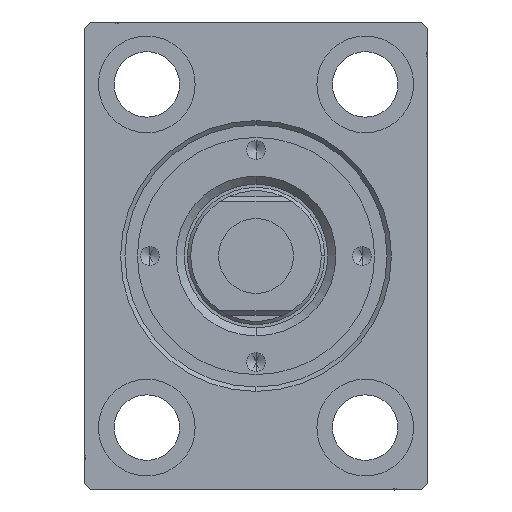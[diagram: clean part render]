
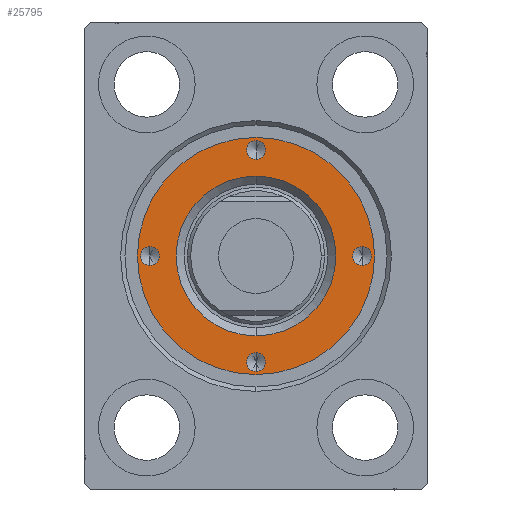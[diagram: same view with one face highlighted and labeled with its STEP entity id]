
A CAD part, left-side view. The second image highlights one B-rep face of the part: STEP entity #25795.
In plain terms, the highlighted face is planar.
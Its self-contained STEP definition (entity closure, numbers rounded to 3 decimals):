
#36 = CIRCLE ( 'NONE', #27100, 1.5 ) ;
#56 = CARTESIAN_POINT ( 'NONE',  ( 0., 0., 11.8 ) ) ;
#418 = AXIS2_PLACEMENT_3D ( 'NONE', #56, #10947, #37973 ) ;
#500 = DIRECTION ( 'NONE',  ( 0., 0., 1. ) ) ;
#1648 = DIRECTION ( 'NONE',  ( 1., 0., 0. ) ) ;
#2501 = DIRECTION ( 'NONE',  ( 1., 0., 0. ) ) ;
#2979 = CARTESIAN_POINT ( 'NONE',  ( 19., 0., 11.8 ) ) ;
#3399 = ORIENTED_EDGE ( 'NONE', *, *, #14002, .T. ) ;
#3532 = AXIS2_PLACEMENT_3D ( 'NONE', #8978, #6291, #2501 ) ;
#3631 = VERTEX_POINT ( 'NONE', #16797 ) ;
#3765 = EDGE_LOOP ( 'NONE', ( #3399, #20318 ) ) ;
#3882 = DIRECTION ( 'NONE',  ( 0., 0., 1. ) ) ;
#4478 = DIRECTION ( 'NONE',  ( 1., 0., 0. ) ) ;
#4710 = VERTEX_POINT ( 'NONE', #26936 ) ;
#4723 = CIRCLE ( 'NONE', #42503, 1.5 ) ;
#4880 = ORIENTED_EDGE ( 'NONE', *, *, #41154, .F. ) ;
#5182 = AXIS2_PLACEMENT_3D ( 'NONE', #39616, #22650, #18212 ) ;
#5657 = AXIS2_PLACEMENT_3D ( 'NONE', #35068, #500, #4478 ) ;
#5869 = CARTESIAN_POINT ( 'NONE',  ( 0., 0., 11.8 ) ) ;
#6291 = DIRECTION ( 'NONE',  ( 0., 0., 1. ) ) ;
#6662 = CIRCLE ( 'NONE', #30924, 1.5 ) ;
#6959 = FACE_BOUND ( 'NONE', #17172, .T. ) ;
#6998 = CARTESIAN_POINT ( 'NONE',  ( 17., 0., 11.8 ) ) ;
#7024 = CIRCLE ( 'NONE', #31964, 1.5 ) ;
#7245 = CARTESIAN_POINT ( 'NONE',  ( 0., -17., 11.8 ) ) ;
#7643 = DIRECTION ( 'NONE',  ( 1., 0., 0. ) ) ;
#8366 = VERTEX_POINT ( 'NONE', #38721 ) ;
#8375 = EDGE_CURVE ( 'NONE', #37596, #8366, #16821, .T. ) ;
#8978 = CARTESIAN_POINT ( 'NONE',  ( -17., 0., 11.8 ) ) ;
#9704 = AXIS2_PLACEMENT_3D ( 'NONE', #5869, #25969, #42274 ) ;
#10368 = DIRECTION ( 'NONE',  ( 0., 0., 1. ) ) ;
#10711 = CARTESIAN_POINT ( 'NONE',  ( -1.5, 17., 11.8 ) ) ;
#10763 = DIRECTION ( 'NONE',  ( 0., 0., 1. ) ) ;
#10947 = DIRECTION ( 'NONE',  ( 0., 0., 1. ) ) ;
#11862 = CARTESIAN_POINT ( 'NONE',  ( 0., -17., 11.8 ) ) ;
#12855 = EDGE_CURVE ( 'NONE', #18852, #32206, #4723, .T. ) ;
#12980 = ORIENTED_EDGE ( 'NONE', *, *, #18226, .F. ) ;
#13425 = ORIENTED_EDGE ( 'NONE', *, *, #23854, .F. ) ;
#14002 = EDGE_CURVE ( 'NONE', #26721, #19895, #36745, .T. ) ;
#14533 = FACE_OUTER_BOUND ( 'NONE', #3765, .T. ) ;
#14573 = EDGE_LOOP ( 'NONE', ( #33881, #12980 ) ) ;
#15231 = CARTESIAN_POINT ( 'NONE',  ( 1.5, 17., 11.8 ) ) ;
#15261 = CARTESIAN_POINT ( 'NONE',  ( -17., 0., 11.8 ) ) ;
#15322 = CARTESIAN_POINT ( 'NONE',  ( 1.5, -17., 11.8 ) ) ;
#15390 = CARTESIAN_POINT ( 'NONE',  ( 18.5, 0., 11.8 ) ) ;
#15644 = DIRECTION ( 'NONE',  ( 0., 0., 1. ) ) ;
#16093 = ORIENTED_EDGE ( 'NONE', *, *, #26847, .F. ) ;
#16362 = AXIS2_PLACEMENT_3D ( 'NONE', #28179, #34220, #7643 ) ;
#16626 = ORIENTED_EDGE ( 'NONE', *, *, #8375, .T. ) ;
#16797 = CARTESIAN_POINT ( 'NONE',  ( -15.5, 0., 11.8 ) ) ;
#16821 = CIRCLE ( 'NONE', #9704, 12.8 ) ;
#17172 = EDGE_LOOP ( 'NONE', ( #29292, #16626 ) ) ;
#17387 = EDGE_LOOP ( 'NONE', ( #34735, #39745 ) ) ;
#18212 = DIRECTION ( 'NONE',  ( 1., 0., 0. ) ) ;
#18226 = EDGE_CURVE ( 'NONE', #24138, #38538, #19722, .T. ) ;
#18852 = VERTEX_POINT ( 'NONE', #22874 ) ;
#19722 = CIRCLE ( 'NONE', #43944, 1.5 ) ;
#19771 = EDGE_LOOP ( 'NONE', ( #16093, #4880 ) ) ;
#19895 = VERTEX_POINT ( 'NONE', #2979 ) ;
#20318 = ORIENTED_EDGE ( 'NONE', *, *, #40010, .T. ) ;
#20641 = EDGE_LOOP ( 'NONE', ( #13425, #35515 ) ) ;
#21015 = FACE_BOUND ( 'NONE', #14573, .T. ) ;
#22304 = CARTESIAN_POINT ( 'NONE',  ( -12.8, 0., 11.8 ) ) ;
#22650 = DIRECTION ( 'NONE',  ( 0., 0., 1. ) ) ;
#22874 = CARTESIAN_POINT ( 'NONE',  ( 15.5, 0., 11.8 ) ) ;
#23772 = DIRECTION ( 'NONE',  ( 1., 0., 0. ) ) ;
#23854 = EDGE_CURVE ( 'NONE', #32206, #18852, #33389, .T. ) ;
#23920 = EDGE_CURVE ( 'NONE', #30799, #32092, #7024, .T. ) ;
#24138 = VERTEX_POINT ( 'NONE', #10711 ) ;
#24271 = CIRCLE ( 'NONE', #35667, 1.5 ) ;
#25042 = DIRECTION ( 'NONE',  ( 1., 0., 0. ) ) ;
#25795 = ADVANCED_FACE ( 'NONE', ( #31505, #21015, #34850, #37548, #6959, #14533 ), #37763, .T. ) ;
#25969 = DIRECTION ( 'NONE',  ( 0., 0., -1. ) ) ;
#26276 = CARTESIAN_POINT ( 'NONE',  ( 0., 17., 11.8 ) ) ;
#26721 = VERTEX_POINT ( 'NONE', #30910 ) ;
#26847 = EDGE_CURVE ( 'NONE', #3631, #4710, #43406, .T. ) ;
#26936 = CARTESIAN_POINT ( 'NONE',  ( -18.5, 0., 11.8 ) ) ;
#27100 = AXIS2_PLACEMENT_3D ( 'NONE', #7245, #10368, #23772 ) ;
#27312 = DIRECTION ( 'NONE',  ( 1., 0., 0. ) ) ;
#27532 = DIRECTION ( 'NONE',  ( 0., 0., 1. ) ) ;
#27534 = EDGE_CURVE ( 'NONE', #32092, #30799, #36, .T. ) ;
#27736 = CARTESIAN_POINT ( 'NONE',  ( 17., 0., 11.8 ) ) ;
#27991 = DIRECTION ( 'NONE',  ( 1., 0., 0. ) ) ;
#28179 = CARTESIAN_POINT ( 'NONE',  ( 0., 0., 11.8 ) ) ;
#28206 = CARTESIAN_POINT ( 'NONE',  ( 0., 17., 11.8 ) ) ;
#29292 = ORIENTED_EDGE ( 'NONE', *, *, #31923, .T. ) ;
#29488 = EDGE_CURVE ( 'NONE', #38538, #24138, #24271, .T. ) ;
#30799 = VERTEX_POINT ( 'NONE', #15322 ) ;
#30835 = CARTESIAN_POINT ( 'NONE',  ( -1.5, -17., 11.8 ) ) ;
#30910 = CARTESIAN_POINT ( 'NONE',  ( -19., 0., 11.8 ) ) ;
#30924 = AXIS2_PLACEMENT_3D ( 'NONE', #15261, #31789, #1648 ) ;
#31505 = FACE_BOUND ( 'NONE', #19771, .T. ) ;
#31789 = DIRECTION ( 'NONE',  ( 0., 0., 1. ) ) ;
#31923 = EDGE_CURVE ( 'NONE', #8366, #37596, #35636, .T. ) ;
#31964 = AXIS2_PLACEMENT_3D ( 'NONE', #11862, #15644, #32823 ) ;
#32092 = VERTEX_POINT ( 'NONE', #30835 ) ;
#32206 = VERTEX_POINT ( 'NONE', #15390 ) ;
#32695 = AXIS2_PLACEMENT_3D ( 'NONE', #27736, #10763, #25042 ) ;
#32823 = DIRECTION ( 'NONE',  ( 1., 0., 0. ) ) ;
#33389 = CIRCLE ( 'NONE', #32695, 1.5 ) ;
#33881 = ORIENTED_EDGE ( 'NONE', *, *, #29488, .F. ) ;
#34220 = DIRECTION ( 'NONE',  ( 0., 0., -1. ) ) ;
#34735 = ORIENTED_EDGE ( 'NONE', *, *, #23920, .F. ) ;
#34850 = FACE_BOUND ( 'NONE', #20641, .T. ) ;
#35068 = CARTESIAN_POINT ( 'NONE',  ( 0., 0., 11.8 ) ) ;
#35515 = ORIENTED_EDGE ( 'NONE', *, *, #12855, .F. ) ;
#35636 = CIRCLE ( 'NONE', #16362, 12.8 ) ;
#35667 = AXIS2_PLACEMENT_3D ( 'NONE', #26276, #40110, #39457 ) ;
#36745 = CIRCLE ( 'NONE', #418, 19. ) ;
#37548 = FACE_BOUND ( 'NONE', #17387, .T. ) ;
#37596 = VERTEX_POINT ( 'NONE', #22304 ) ;
#37763 = PLANE ( 'NONE',  #5657 ) ;
#37973 = DIRECTION ( 'NONE',  ( 1., 0., 0. ) ) ;
#37992 = CIRCLE ( 'NONE', #5182, 19. ) ;
#38538 = VERTEX_POINT ( 'NONE', #15231 ) ;
#38721 = CARTESIAN_POINT ( 'NONE',  ( 12.8, 0., 11.8 ) ) ;
#39457 = DIRECTION ( 'NONE',  ( 1., 0., 0. ) ) ;
#39616 = CARTESIAN_POINT ( 'NONE',  ( 0., 0., 11.8 ) ) ;
#39745 = ORIENTED_EDGE ( 'NONE', *, *, #27534, .F. ) ;
#40010 = EDGE_CURVE ( 'NONE', #19895, #26721, #37992, .T. ) ;
#40110 = DIRECTION ( 'NONE',  ( 0., 0., 1. ) ) ;
#41154 = EDGE_CURVE ( 'NONE', #4710, #3631, #6662, .T. ) ;
#42274 = DIRECTION ( 'NONE',  ( 1., 0., 0. ) ) ;
#42503 = AXIS2_PLACEMENT_3D ( 'NONE', #6998, #27532, #27312 ) ;
#43406 = CIRCLE ( 'NONE', #3532, 1.5 ) ;
#43944 = AXIS2_PLACEMENT_3D ( 'NONE', #28206, #3882, #27991 ) ;
